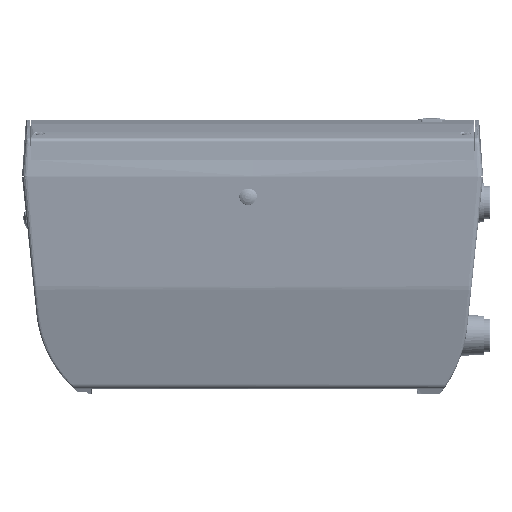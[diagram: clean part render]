
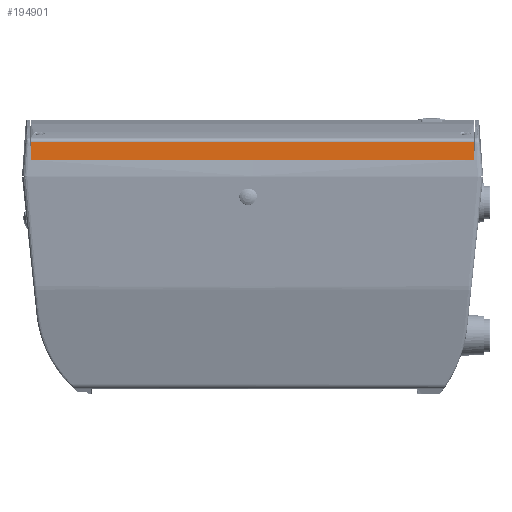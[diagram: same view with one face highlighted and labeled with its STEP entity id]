
A CAD part, left-side view. The second image highlights one B-rep face of the part: STEP entity #194901.
In plain terms, the highlighted planar face has unit normal (-1, 0, 0.018).
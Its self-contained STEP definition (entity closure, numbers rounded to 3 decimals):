
#5218 = VECTOR ( 'NONE', #21400, 1000. ) ;
#21400 = DIRECTION ( 'NONE',  ( 0.017, 0., 1. ) ) ;
#33733 = ORIENTED_EDGE ( 'NONE', *, *, #111508, .T. ) ;
#54214 = VERTEX_POINT ( 'NONE', #403369 ) ;
#56740 = DIRECTION ( 'NONE',  ( 0., -1., 0. ) ) ;
#57907 = LINE ( 'NONE', #360439, #5218 ) ;
#60066 = ORIENTED_EDGE ( 'NONE', *, *, #79621, .F. ) ;
#66233 = EDGE_CURVE ( 'NONE', #438030, #403580, #57907, .T. ) ;
#79621 = EDGE_CURVE ( 'NONE', #403580, #112146, #208555, .T. ) ;
#96278 = AXIS2_PLACEMENT_3D ( 'NONE', #261897, #117717, #183780 ) ;
#111508 = EDGE_CURVE ( 'NONE', #438030, #54214, #320358, .T. ) ;
#112146 = VERTEX_POINT ( 'NONE', #260370 ) ;
#117717 = DIRECTION ( 'NONE',  ( -1., 0., 0.017 ) ) ;
#155025 = VECTOR ( 'NONE', #295949, 1000. ) ;
#183780 = DIRECTION ( 'NONE',  ( -0.017, 0., -1. ) ) ;
#191513 = EDGE_LOOP ( 'NONE', ( #60066, #426909, #33733, #300441 ) ) ;
#194901 = ADVANCED_FACE ( 'NONE', ( #209004 ), #238466, .T. ) ;
#198422 = CARTESIAN_POINT ( 'NONE',  ( -146.123, 257.045, 13.44 ) ) ;
#208555 = LINE ( 'NONE', #286811, #212682 ) ;
#209004 = FACE_OUTER_BOUND ( 'NONE', #191513, .T. ) ;
#212682 = VECTOR ( 'NONE', #440198, 1000. ) ;
#215419 = LINE ( 'NONE', #254504, #155025 ) ;
#229298 = CARTESIAN_POINT ( 'NONE',  ( -145.686, 250.089, 38.465 ) ) ;
#238466 = PLANE ( 'NONE',  #96278 ) ;
#254504 = CARTESIAN_POINT ( 'NONE',  ( -145.686, -249.936, 38.465 ) ) ;
#260370 = CARTESIAN_POINT ( 'NONE',  ( -145.686, -249.936, 38.465 ) ) ;
#261897 = CARTESIAN_POINT ( 'NONE',  ( -146.123, 257.045, 13.44 ) ) ;
#286811 = CARTESIAN_POINT ( 'NONE',  ( -145.686, 250.913, 38.465 ) ) ;
#295949 = DIRECTION ( 'NONE',  ( -0.017, 0., -1. ) ) ;
#300441 = ORIENTED_EDGE ( 'NONE', *, *, #471107, .F. ) ;
#320358 = LINE ( 'NONE', #198422, #451614 ) ;
#360439 = CARTESIAN_POINT ( 'NONE',  ( -146.123, 250.089, 13.44 ) ) ;
#403369 = CARTESIAN_POINT ( 'NONE',  ( -146.123, -249.936, 13.44 ) ) ;
#403580 = VERTEX_POINT ( 'NONE', #229298 ) ;
#426909 = ORIENTED_EDGE ( 'NONE', *, *, #66233, .F. ) ;
#438030 = VERTEX_POINT ( 'NONE', #444249 ) ;
#440198 = DIRECTION ( 'NONE',  ( 0., -1., 0. ) ) ;
#444249 = CARTESIAN_POINT ( 'NONE',  ( -146.123, 250.089, 13.44 ) ) ;
#451614 = VECTOR ( 'NONE', #56740, 1000. ) ;
#471107 = EDGE_CURVE ( 'NONE', #112146, #54214, #215419, .T. ) ;
